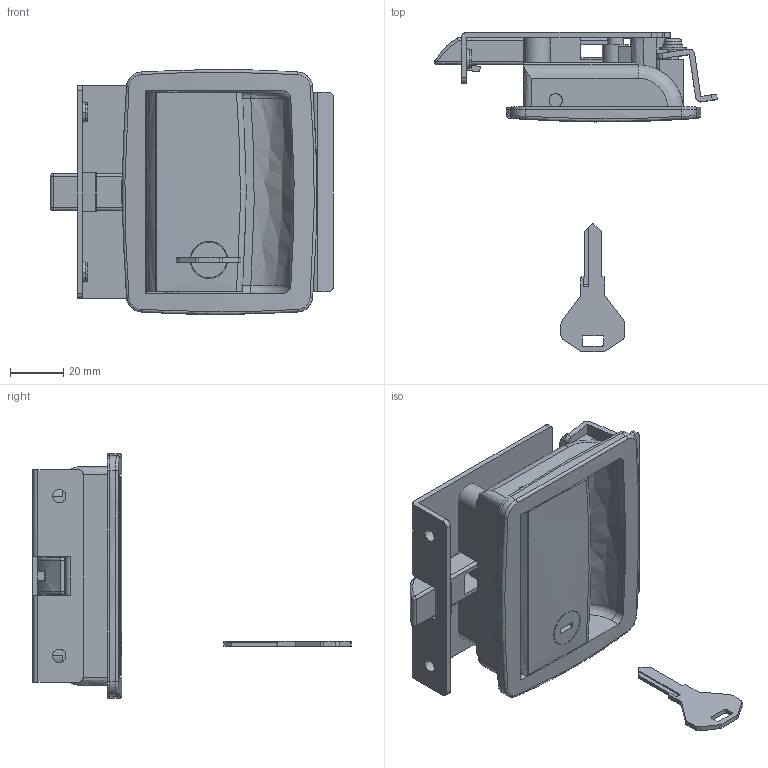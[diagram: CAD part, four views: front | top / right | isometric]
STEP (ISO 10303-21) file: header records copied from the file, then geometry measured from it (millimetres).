
FILE_DESCRIPTION((''),'2;1');
FILE_NAME('','2006-10-08T14:39:48',(''),(''),'','CADfix','');
FILE_SCHEMA(('AUTOMOTIVE_DESIGN'));
Length unit declared in the file: millimetre
Products named in the file (11): screw; shaft; packing; lock; latch; key; handle; bracket_B; bracket_A; base; THA_429S_2K_9119_36
Assembly tree (11 placements, depth 2):
  THA_429S_2K_9119_36
    screw  x2
    shaft
    packing
    lock
    latch
    key
    handle
    bracket_B
    bracket_A
    base
Bounding box: 106.27 x 119.75 x 92 mm (x, y, z)
Volume: 88675.6 mm3; surface area: 70979.4 mm2
Topology: 11 solids, 11 shells, 612 faces, 1824 edges, 1259 vertices
Faces by surface type: bspline 612
Entity records: 21431 total; most frequent: CARTESIAN_POINT 11592, ORIENTED_EDGE 3424, EDGE_CURVE 1712, VERTEX_POINT 1181, QUASI_UNIFORM_CURVE 959, EDGE_LOOP 645, FACE_OUTER_BOUND 576, ADVANCED_FACE 576
